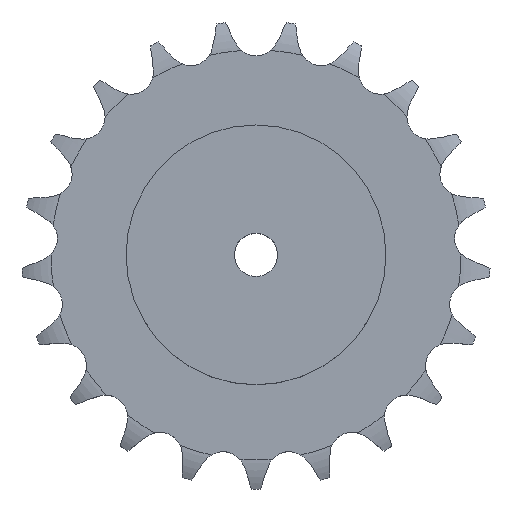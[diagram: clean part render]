
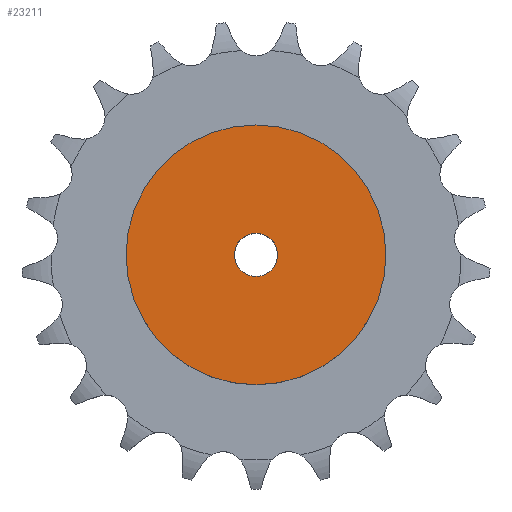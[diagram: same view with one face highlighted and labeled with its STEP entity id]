
A CAD part, top view. The second image highlights one B-rep face of the part: STEP entity #23211.
In plain terms, the highlighted planar face has unit normal (0, 0, 1).
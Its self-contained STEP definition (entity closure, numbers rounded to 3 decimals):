
#3033 = CYLINDRICAL_SURFACE('',#3034,75.);
#3034 = AXIS2_PLACEMENT_3D('',#3035,#3036,#3037);
#3035 = CARTESIAN_POINT('',(0.,0.,0.));
#3036 = DIRECTION('',(-0.,-0.,-1.));
#3037 = DIRECTION('',(1.,0.,0.));
#14782 = VERTEX_POINT('',#14783);
#14783 = CARTESIAN_POINT('',(75.,0.,60.));
#14804 = EDGE_CURVE('',#14782,#14782,#14805,.T.);
#14805 = SURFACE_CURVE('',#14806,(#14811,#14818),.PCURVE_S1.);
#14806 = CIRCLE('',#14807,75.);
#14807 = AXIS2_PLACEMENT_3D('',#14808,#14809,#14810);
#14808 = CARTESIAN_POINT('',(0.,0.,60.));
#14809 = DIRECTION('',(0.,0.,1.));
#14810 = DIRECTION('',(1.,0.,0.));
#14811 = PCURVE('',#3033,#14812);
#14812 = DEFINITIONAL_REPRESENTATION('',(#14813),#14817);
#14813 = LINE('',#14814,#14815);
#14814 = CARTESIAN_POINT('',(-0.,-60.));
#14815 = VECTOR('',#14816,1.);
#14816 = DIRECTION('',(-1.,0.));
#14817 = ( GEOMETRIC_REPRESENTATION_CONTEXT(2) 
PARAMETRIC_REPRESENTATION_CONTEXT() REPRESENTATION_CONTEXT('2D SPACE',''
  ) );
#14818 = PCURVE('',#14819,#14824);
#14819 = PLANE('',#14820);
#14820 = AXIS2_PLACEMENT_3D('',#14821,#14822,#14823);
#14821 = CARTESIAN_POINT('',(0.,0.,60.)
  );
#14822 = DIRECTION('',(0.,0.,1.));
#14823 = DIRECTION('',(1.,0.,0.));
#14824 = DEFINITIONAL_REPRESENTATION('',(#14825),#14829);
#14825 = CIRCLE('',#14826,75.);
#14826 = AXIS2_PLACEMENT_2D('',#14827,#14828);
#14827 = CARTESIAN_POINT('',(0.,0.));
#14828 = DIRECTION('',(1.,0.));
#14829 = ( GEOMETRIC_REPRESENTATION_CONTEXT(2) 
PARAMETRIC_REPRESENTATION_CONTEXT() REPRESENTATION_CONTEXT('2D SPACE',''
  ) );
#19820 = CYLINDRICAL_SURFACE('',#19821,12.5);
#19821 = AXIS2_PLACEMENT_3D('',#19822,#19823,#19824);
#19822 = CARTESIAN_POINT('',(0.,0.,420.544));
#19823 = DIRECTION('',(0.,0.,1.));
#19824 = DIRECTION('',(1.,0.,0.));
#23211 = ADVANCED_FACE('',(#23212,#23215),#14819,.T.);
#23212 = FACE_BOUND('',#23213,.T.);
#23213 = EDGE_LOOP('',(#23214));
#23214 = ORIENTED_EDGE('',*,*,#14804,.T.);
#23215 = FACE_BOUND('',#23216,.T.);
#23216 = EDGE_LOOP('',(#23217));
#23217 = ORIENTED_EDGE('',*,*,#23218,.F.);
#23218 = EDGE_CURVE('',#23219,#23219,#23221,.T.);
#23219 = VERTEX_POINT('',#23220);
#23220 = CARTESIAN_POINT('',(12.5,0.,60.));
#23221 = SURFACE_CURVE('',#23222,(#23227,#23234),.PCURVE_S1.);
#23222 = CIRCLE('',#23223,12.5);
#23223 = AXIS2_PLACEMENT_3D('',#23224,#23225,#23226);
#23224 = CARTESIAN_POINT('',(0.,0.,60.));
#23225 = DIRECTION('',(0.,0.,1.));
#23226 = DIRECTION('',(1.,0.,0.));
#23227 = PCURVE('',#14819,#23228);
#23228 = DEFINITIONAL_REPRESENTATION('',(#23229),#23233);
#23229 = CIRCLE('',#23230,12.5);
#23230 = AXIS2_PLACEMENT_2D('',#23231,#23232);
#23231 = CARTESIAN_POINT('',(0.,0.));
#23232 = DIRECTION('',(1.,0.));
#23233 = ( GEOMETRIC_REPRESENTATION_CONTEXT(2) 
PARAMETRIC_REPRESENTATION_CONTEXT() REPRESENTATION_CONTEXT('2D SPACE',''
  ) );
#23234 = PCURVE('',#19820,#23235);
#23235 = DEFINITIONAL_REPRESENTATION('',(#23236),#23240);
#23236 = LINE('',#23237,#23238);
#23237 = CARTESIAN_POINT('',(0.,-360.544));
#23238 = VECTOR('',#23239,1.);
#23239 = DIRECTION('',(1.,0.));
#23240 = ( GEOMETRIC_REPRESENTATION_CONTEXT(2) 
PARAMETRIC_REPRESENTATION_CONTEXT() REPRESENTATION_CONTEXT('2D SPACE',''
  ) );
